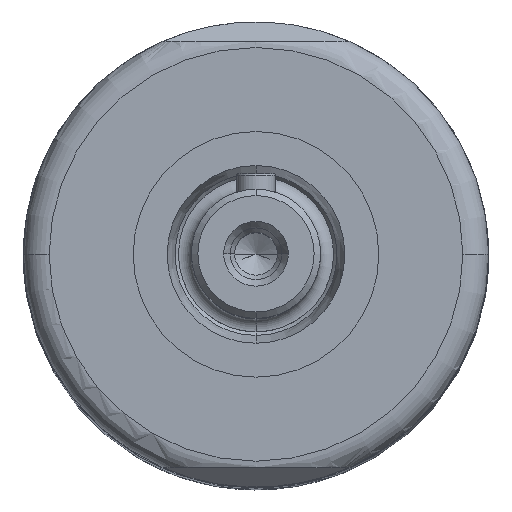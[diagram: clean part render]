
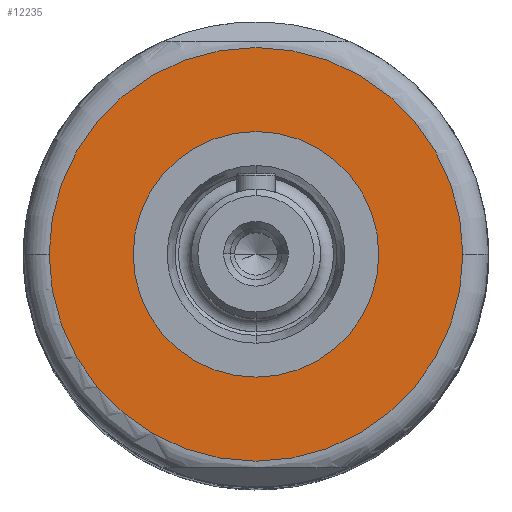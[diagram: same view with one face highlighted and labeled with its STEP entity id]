
A CAD part, top view. The second image highlights one B-rep face of the part: STEP entity #12235.
In plain terms, the highlighted planar face has unit normal (0, 0, 1).
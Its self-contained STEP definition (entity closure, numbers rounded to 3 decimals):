
#11537=CARTESIAN_POINT('',(0.,0.,15.4));
#11538=DIRECTION('',(0.,0.,1.));
#11539=DIRECTION('',(-1.,0.,0.));
#11540=AXIS2_PLACEMENT_3D('',#11537,#11538,#11539);
#11613=CARTESIAN_POINT('',(0.,0.,15.4));
#11614=DIRECTION('',(0.,0.,1.));
#11615=DIRECTION('',(1.,0.,0.));
#11616=AXIS2_PLACEMENT_3D('',#11613,#11614,#11615);
#11668=CARTESIAN_POINT('',(0.,0.,15.4));
#11669=DIRECTION('',(0.,0.,1.));
#11670=DIRECTION('',(1.,0.,0.));
#11671=AXIS2_PLACEMENT_3D('',#11668,#11669,#11670);
#11676=CARTESIAN_POINT('',(0.,0.,15.4));
#11677=DIRECTION('',(0.,0.,1.));
#11678=DIRECTION('',(-1.,0.,0.));
#11679=AXIS2_PLACEMENT_3D('',#11676,#11677,#11678);
#11980=CARTESIAN_POINT('',(9.5,0.,15.4));
#11981=CARTESIAN_POINT('',(-9.5,0.,15.4));
#11982=VERTEX_POINT('',#11980);
#11983=VERTEX_POINT('',#11981);
#11984=CARTESIAN_POINT('',(-16.,0.,15.4));
#11985=CARTESIAN_POINT('',(16.,0.,15.4));
#11986=VERTEX_POINT('',#11984);
#11987=VERTEX_POINT('',#11985);
#12220=CARTESIAN_POINT('',(0.,0.,15.4));
#12221=DIRECTION('',(0.,0.,1.));
#12222=DIRECTION('',(1.,0.,0.));
#12223=AXIS2_PLACEMENT_3D('',#12220,#12221,#12222);
#12224=PLANE('',#12223);
#12225=ORIENTED_EDGE('',*,*,#12152,.F.);
#12226=ORIENTED_EDGE('',*,*,#12170,.F.);
#12227=EDGE_LOOP('',(#12225,#12226));
#12228=FACE_OUTER_BOUND('',#12227,.F.);
#12230=ORIENTED_EDGE('',*,*,#12229,.T.);
#12232=ORIENTED_EDGE('',*,*,#12231,.T.);
#12233=EDGE_LOOP('',(#12230,#12232));
#12234=FACE_BOUND('',#12233,.F.);
#12235=ADVANCED_FACE('',(#12228,#12234),#12224,.T.);
#11541=CIRCLE('',#11540,16.);
#11617=CIRCLE('',#11616,16.);
#11672=CIRCLE('',#11671,9.5);
#11680=CIRCLE('',#11679,9.5);
#12152=EDGE_CURVE('',#11986,#11987,#11541,.T.);
#12170=EDGE_CURVE('',#11987,#11986,#11617,.T.);
#12229=EDGE_CURVE('',#11982,#11983,#11672,.T.);
#12231=EDGE_CURVE('',#11983,#11982,#11680,.T.);
